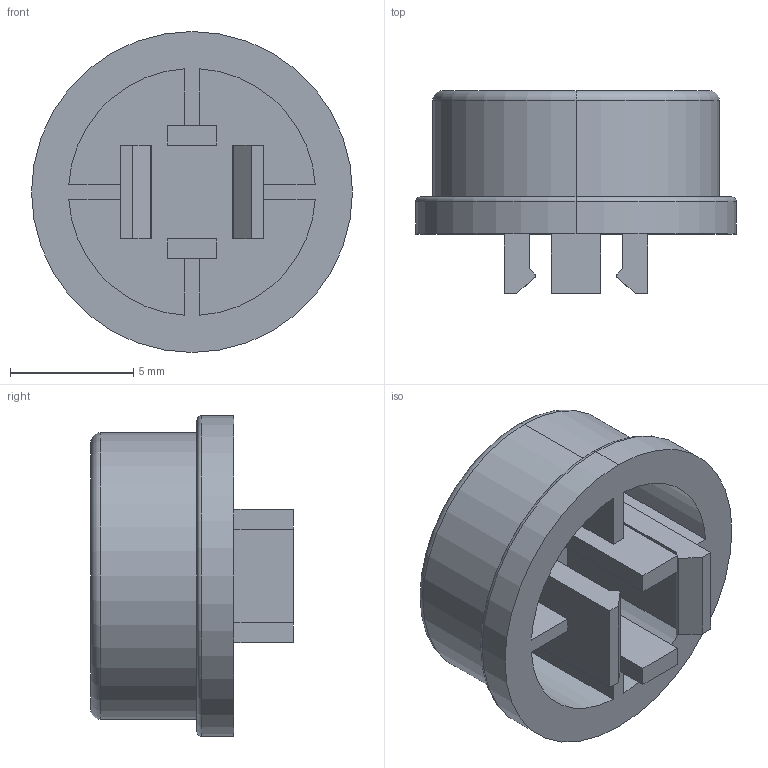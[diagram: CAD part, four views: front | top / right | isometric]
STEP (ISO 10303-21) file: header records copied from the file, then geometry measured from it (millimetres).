
FILE_DESCRIPTION (( 'STEP AP214' ), '1' );
FILE_NAME ('12mm Push Button Cap.STEP', '2023-01-16T17:44:15', ( '' ), ( '' ), 'SwSTEP 2.0', 'SolidWorks 2021', '' );
FILE_SCHEMA (( 'AUTOMOTIVE_DESIGN' ));
Length unit declared in the file: millimetre
Products named in the file (1): 12mm Push Button Cap
Bounding box: 13 x 8.2 x 13 mm (x, y, z)
Volume: 377.8 mm3; surface area: 903.8 mm2
Topology: 1 solids, 1 shells, 51 faces, 137 edges, 90 vertices
Faces by surface type: plane 36, cylinder 11, torus 4
Entity records: 1623 total; most frequent: CARTESIAN_POINT 279, ORIENTED_EDGE 274, DIRECTION 271, EDGE_CURVE 137, LINE 107, VECTOR 107, VERTEX_POINT 90, AXIS2_PLACEMENT_3D 82
